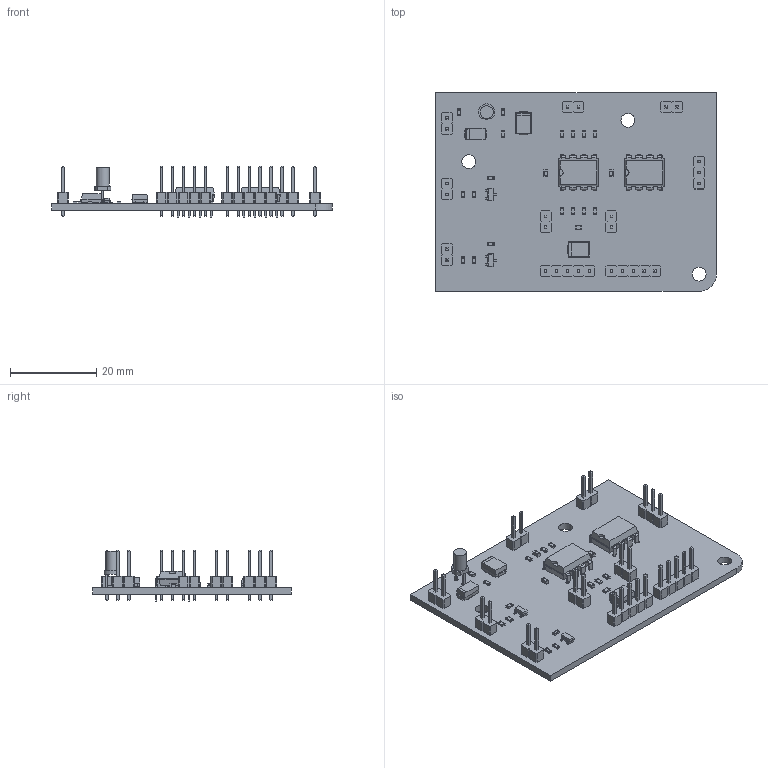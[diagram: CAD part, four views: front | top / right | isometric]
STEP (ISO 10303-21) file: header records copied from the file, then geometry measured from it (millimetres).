
FILE_DESCRIPTION(('KiCad electronic assembly'),'2;1');
FILE_NAME('jacks-n-dac.step','2025-02-28T13:20:47',('Pcbnew'),('Kicad'), 'Open CASCADE STEP processor 7.8','KiCad to STEP converter','Unknown' );
FILE_SCHEMA(('AUTOMOTIVE_DESIGN { 1 0 10303 214 1 1 1 1 }'));
Length unit declared in the file: millimetre
Products named in the file (22): jacks-n-dac 1; R_0603_1608Metric; LED_D3.0mm_FlatTop; C_0603_1608Metric; PinHeader_1x05_P2.54mm_Vertical; PinHeader_1x05_P254mm_Vertical; DIP-8_W7.62mm; PinHeader_1x02_P2.54mm_Vertical; PinHeader_1x02_P254mm_Vertical; D_SMA; D_SMB; PinHeader_1x03_P2.54mm_Vertical; PinHeader_1x03_P254mm_Vertical; SOT-23; SOT_23; jacks-n-dac_PCB
Assembly tree (49 placements, depth 3):
  jacks-n-dac 1
    R_0603_1608Metric  x16
      R_0603_1608Metric
    LED_D3.0mm_FlatTop
      LED_D3.0mm_FlatTop
    C_0603_1608Metric  x4
      C_0603_1608Metric
    PinHeader_1x05_P2.54mm_Vertical  x2
      PinHeader_1x05_P254mm_Vertical
    DIP-8_W7.62mm  x2
      DIP-8_W7.62mm
    PinHeader_1x02_P2.54mm_Vertical  x7
      PinHeader_1x02_P254mm_Vertical
    D_SMA
      D_SMA
    D_SMB  x2
      D_SMB
    PinHeader_1x03_P2.54mm_Vertical
      PinHeader_1x03_P254mm_Vertical
    SOT-23  x2
      SOT_23
    jacks-n-dac_PCB
Bounding box: 65 x 46 x 11.84 mm (x, y, z)
Volume: 5754.2 mm3; surface area: 8943.2 mm2
Topology: 39 solids, 39 shells, 1859 faces, 4669 edges, 2955 vertices
Faces by surface type: plane 1438, cylinder 297, bspline 124
Full cylindrical faces by diameter (mm): 0.8 x16, 0.9 x2, 1 x27, 3 x1, 3.2 x3
Entity records: 25463 total; most frequent: CARTESIAN_POINT 4161, ORIENTED_EDGE 3446, DIRECTION 3181, EDGE_CURVE 1723, LINE 1409, VECTOR 1409, VERTEX_POINT 1087, AXIS2_PLACEMENT_3D 886
